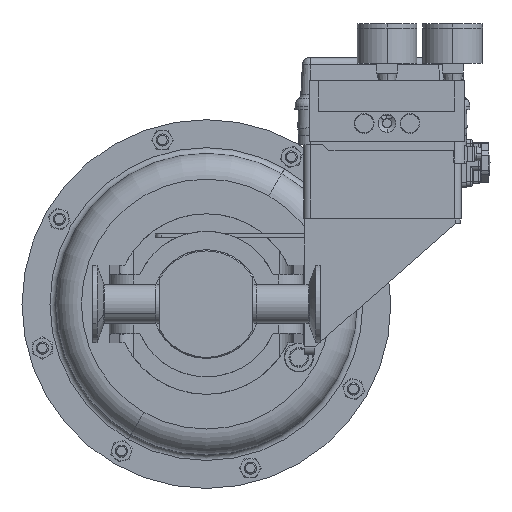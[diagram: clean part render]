
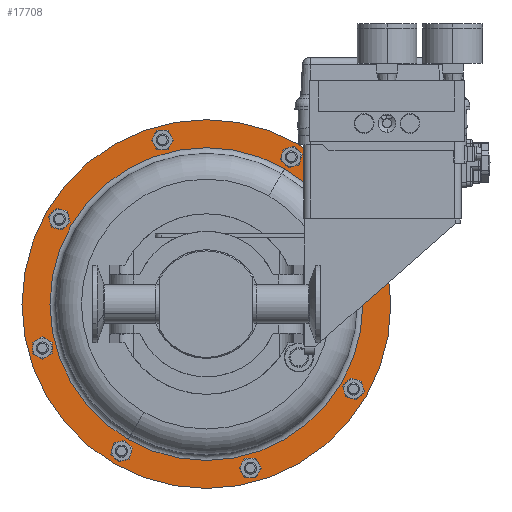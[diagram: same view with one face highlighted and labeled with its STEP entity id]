
A CAD part, front view. The second image highlights one B-rep face of the part: STEP entity #17708.
In plain terms, the highlighted planar face has unit normal (0, -1, 0).
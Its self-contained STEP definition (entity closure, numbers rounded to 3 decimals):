
#521 = ORIENTED_EDGE ( 'NONE', *, *, #47338, .F. ) ;
#2615 = DIRECTION ( 'NONE',  ( 0.5, 0., 0.866 ) ) ;
#4801 = CARTESIAN_POINT ( 'NONE',  ( 2.375, 11.486, 4.114 ) ) ;
#7644 = EDGE_LOOP ( 'NONE', ( #74947, #43657 ) ) ;
#10532 = DIRECTION ( 'NONE',  ( 0.5, 0., 0.866 ) ) ;
#10554 = VERTEX_POINT ( 'NONE', #64750 ) ;
#10863 = CARTESIAN_POINT ( 'NONE',  ( 0., 11.486, 0. ) ) ;
#11787 = AXIS2_PLACEMENT_3D ( 'NONE', #61762, #54413, #17574 ) ;
#17574 = DIRECTION ( 'NONE',  ( -0.5, 0., -0.866 ) ) ;
#17708 = ADVANCED_FACE ( 'NONE', ( #75921, #87461 ), #25920, .T. ) ;
#25668 = DIRECTION ( 'NONE',  ( 0.5, 0., 0.866 ) ) ;
#25868 = EDGE_LOOP ( 'NONE', ( #521, #64663 ) ) ;
#25920 = PLANE ( 'NONE',  #11787 ) ;
#30326 = VERTEX_POINT ( 'NONE', #49773 ) ;
#31742 = EDGE_CURVE ( 'NONE', #30326, #64282, #33744, .T. ) ;
#33744 = CIRCLE ( 'NONE', #88275, 4.029 ) ;
#35078 = CARTESIAN_POINT ( 'NONE',  ( 0., 11.486, 0. ) ) ;
#39232 = DIRECTION ( 'NONE',  ( 0., 1., 0. ) ) ;
#42256 = CARTESIAN_POINT ( 'NONE',  ( -2.014, 11.486, -3.489 ) ) ;
#43657 = ORIENTED_EDGE ( 'NONE', *, *, #74777, .T. ) ;
#44492 = CIRCLE ( 'NONE', #61964, 4.75 ) ;
#47338 = EDGE_CURVE ( 'NONE', #79600, #10554, #87463, .T. ) ;
#47440 = DIRECTION ( 'NONE',  ( 0., 1., 0. ) ) ;
#48299 = AXIS2_PLACEMENT_3D ( 'NONE', #35078, #86459, #71962 ) ;
#49773 = CARTESIAN_POINT ( 'NONE',  ( 2.014, 11.486, 3.489 ) ) ;
#54413 = DIRECTION ( 'NONE',  ( 0., -1., 0. ) ) ;
#59210 = EDGE_CURVE ( 'NONE', #10554, #79600, #44492, .T. ) ;
#61762 = CARTESIAN_POINT ( 'NONE',  ( 4.114, 11.486, -2.375 ) ) ;
#61964 = AXIS2_PLACEMENT_3D ( 'NONE', #84057, #91752, #10532 ) ;
#62395 = AXIS2_PLACEMENT_3D ( 'NONE', #10863, #47440, #25668 ) ;
#64282 = VERTEX_POINT ( 'NONE', #42256 ) ;
#64663 = ORIENTED_EDGE ( 'NONE', *, *, #59210, .F. ) ;
#64750 = CARTESIAN_POINT ( 'NONE',  ( -2.375, 11.486, -4.114 ) ) ;
#70069 = CIRCLE ( 'NONE', #48299, 4.029 ) ;
#71962 = DIRECTION ( 'NONE',  ( 0.5, 0., 0.866 ) ) ;
#74777 = EDGE_CURVE ( 'NONE', #64282, #30326, #70069, .T. ) ;
#74947 = ORIENTED_EDGE ( 'NONE', *, *, #31742, .T. ) ;
#75921 = FACE_BOUND ( 'NONE', #7644, .T. ) ;
#79600 = VERTEX_POINT ( 'NONE', #4801 ) ;
#84057 = CARTESIAN_POINT ( 'NONE',  ( 0., 11.486, 0. ) ) ;
#86459 = DIRECTION ( 'NONE',  ( 0., 1., 0. ) ) ;
#87461 = FACE_OUTER_BOUND ( 'NONE', #25868, .T. ) ;
#87463 = CIRCLE ( 'NONE', #62395, 4.75 ) ;
#88275 = AXIS2_PLACEMENT_3D ( 'NONE', #91212, #39232, #2615 ) ;
#91212 = CARTESIAN_POINT ( 'NONE',  ( 0., 11.486, 0. ) ) ;
#91752 = DIRECTION ( 'NONE',  ( 0., 1., 0. ) ) ;
